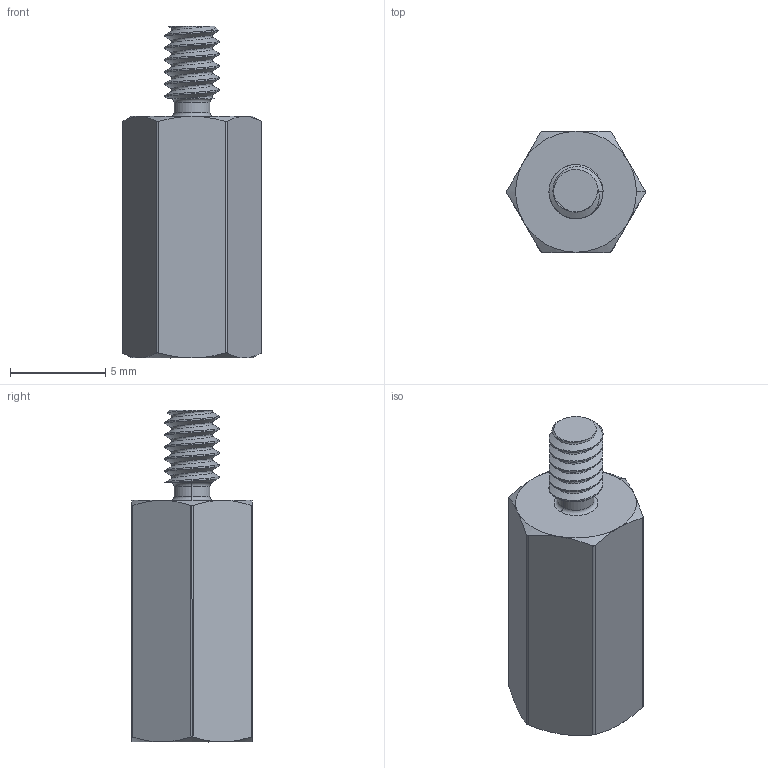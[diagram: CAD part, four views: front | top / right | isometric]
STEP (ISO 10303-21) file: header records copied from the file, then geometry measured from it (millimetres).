
FILE_DESCRIPTION (( 'STEP AP214' ), '1' );
FILE_NAME ('User Library-KEY-8401.STEP', '2014-05-21T14:25:01', ( 'Windows User' ), ( '' ), 'SwSTEP 2.0', 'SolidWorks 2014', '' );
FILE_SCHEMA (( 'AUTOMOTIVE_DESIGN' ));
Length unit declared in the file: inch
Products named in the file (1): User Library-KEY-8401
Bounding box: 7.29 x 6.35 x 17.45 mm (x, y, z)
Volume: 423.3 mm3; surface area: 496.3 mm2
Topology: 1 solids, 1 shells, 84 faces, 223 edges, 141 vertices
Faces by surface type: cylinder 41, cone 22, plane 11, bspline 6, torus 4
Entity records: 5203 total; most frequent: CARTESIAN_POINT 3414, ORIENTED_EDGE 442, DIRECTION 286, EDGE_CURVE 221, VERTEX_POINT 141, AXIS2_PLACEMENT_3D 116, EDGE_LOOP 86, FACE_OUTER_BOUND 84
